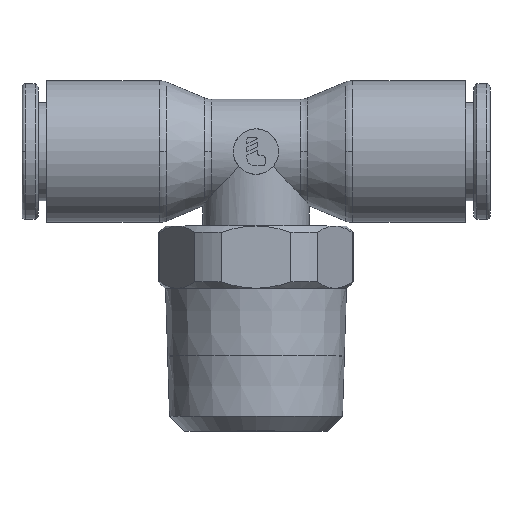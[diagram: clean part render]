
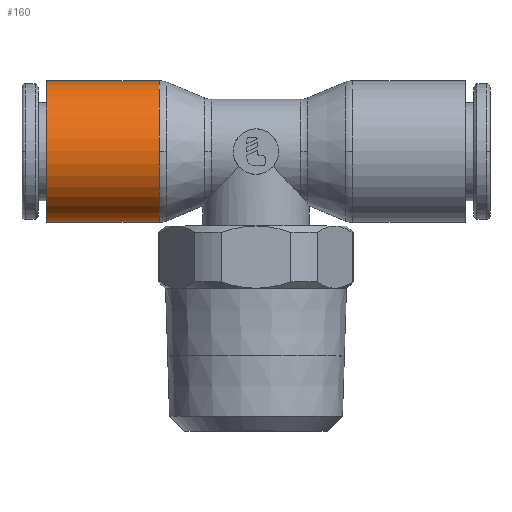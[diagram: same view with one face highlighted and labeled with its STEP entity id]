
A CAD part, top view. The second image highlights one B-rep face of the part: STEP entity #160.
In plain terms, the highlighted cylindrical face has radius 5.461 mm (diameter 10.922 mm), a partial arc.
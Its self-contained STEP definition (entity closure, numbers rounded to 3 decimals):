
#160=ADVANCED_FACE('',(#410),#411,.T.);
#410=FACE_OUTER_BOUND('',#667,.T.);
#411=CYLINDRICAL_SURFACE('',#668,5.461);
#667=EDGE_LOOP('',(#1587,#1588,#1589,#1590,#1591));
#668=AXIS2_PLACEMENT_3D('',#1592,#1593,#1594);
#1587=ORIENTED_EDGE('',*,*,#1675,.T.);
#1588=ORIENTED_EDGE('',*,*,#1670,.F.);
#1589=ORIENTED_EDGE('',*,*,#1941,.F.);
#1590=ORIENTED_EDGE('',*,*,#1677,.T.);
#1591=ORIENTED_EDGE('',*,*,#1940,.T.);
#1592=CARTESIAN_POINT('',(-11.796,0.0,0.0));
#1593=DIRECTION('',(1.0,0.0,0.0));
#1594=DIRECTION('',(0.0,-1.0,0.));
#1670=EDGE_CURVE('',#1989,#1992,#1993,.T.);
#1675=EDGE_CURVE('',#2001,#1992,#2002,.T.);
#1677=EDGE_CURVE('',#2005,#2003,#2006,.T.);
#1940=EDGE_CURVE('',#2003,#2001,#2432,.T.);
#1941=EDGE_CURVE('',#2005,#1989,#2433,.T.);
#1989=VERTEX_POINT('',#2503);
#1992=VERTEX_POINT('',#2506);
#1993=CIRCLE('',#2507,5.461);
#2001=VERTEX_POINT('',#2515);
#2002=LINE('',#2516,#2517);
#2003=VERTEX_POINT('',#2518);
#2005=VERTEX_POINT('',#2520);
#2006=LINE('',#2521,#2522);
#2432=CIRCLE('',#3578,5.461);
#2433=CIRCLE('',#3579,5.461);
#2503=CARTESIAN_POINT('',(-7.468,0.,5.461));
#2506=CARTESIAN_POINT('',(-7.468,-5.461,0.));
#2507=AXIS2_PLACEMENT_3D('',#3644,#3645,#3646);
#2515=CARTESIAN_POINT('',(-16.124,-5.461,0.));
#2516=CARTESIAN_POINT('',(-11.796,-5.461,0.));
#2517=VECTOR('',#3659,1.0);
#2518=CARTESIAN_POINT('',(-16.124,5.461,0.));
#2520=CARTESIAN_POINT('',(-7.468,5.461,0.));
#2521=CARTESIAN_POINT('',(-11.796,5.461,0.));
#2522=VECTOR('',#3663,1.0);
#3578=AXIS2_PLACEMENT_3D('',#4137,#4138,#4139);
#3579=AXIS2_PLACEMENT_3D('',#4140,#4141,#4142);
#3644=CARTESIAN_POINT('',(-7.468,0.0,0.0));
#3645=DIRECTION('',(1.0,0.0,0.0));
#3646=DIRECTION('',(0.0,-1.0,0.));
#3659=DIRECTION('',(1.0,0.0,0.0));
#3663=DIRECTION('',(-1.0,-0.0,-0.0));
#4137=CARTESIAN_POINT('',(-16.124,0.0,0.0));
#4138=DIRECTION('',(1.0,0.0,0.0));
#4139=DIRECTION('',(0.0,-1.0,0.));
#4140=CARTESIAN_POINT('',(-7.468,0.0,0.0));
#4141=DIRECTION('',(1.0,0.0,0.0));
#4142=DIRECTION('',(0.0,-1.0,0.));
